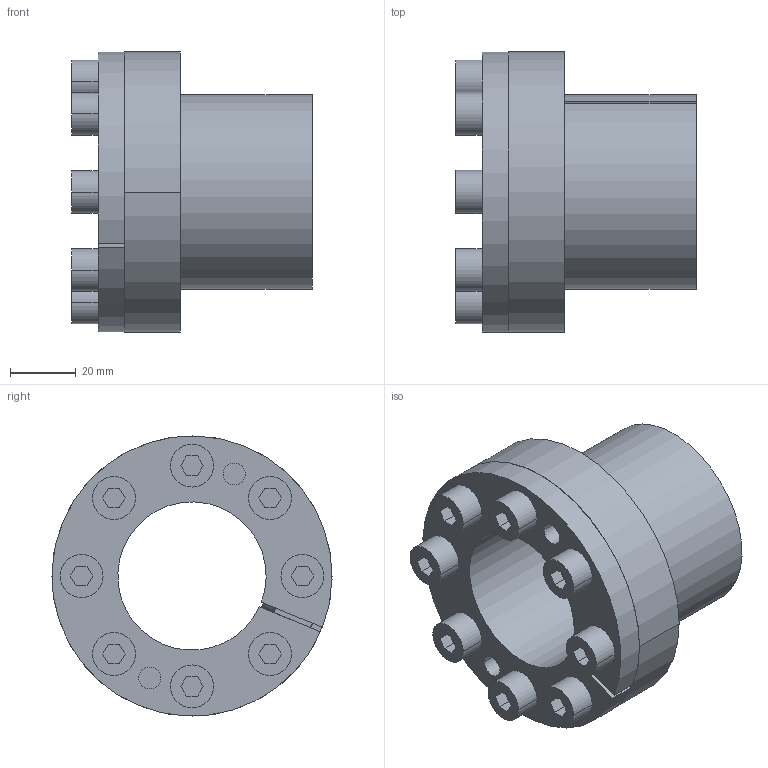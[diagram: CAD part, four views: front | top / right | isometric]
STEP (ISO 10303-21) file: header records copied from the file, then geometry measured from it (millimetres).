
FILE_DESCRIPTION((''),'2;1');
FILE_NAME('082505045059_INT_ASM','2006-02-22T',('Rathmann'),(''),'PRO/ENGINEER BY PARAMETRIC TECHNOLOGY CORPORATION, 2005180','PRO/ENGINEER BY PARAMETRIC TECHNOLOGY CORPORATION, 2005180','');
FILE_SCHEMA(('AUTOMOTIVE_DESIGN_CC2 { 1 2 10303 214 -1 1 5 2 }'));
Length unit declared in the file: millimetre
Products named in the file (5): 082505045059AX_INT; 082505045059A_INT; 082505045059IR_INT; DIN912-M8X22_INT; 082505045059_INT_ASM
Assembly tree (11 placements, depth 2):
  082505045059_INT_ASM
    082505045059AX_INT
    082505045059A_INT
    082505045059IR_INT
    DIN912-M8X22_INT  x8
Bounding box: 73 x 85 x 85 mm (x, y, z)
Volume: 140846.2 mm3; surface area: 74182.7 mm2
Topology: 11 solids, 11 shells, 186 faces, 458 edges, 340 vertices
Faces by surface type: plane 92, cylinder 76, cone 18
Entity records: 2823 total; most frequent: DIRECTION 513, CARTESIAN_POINT 460, ORIENTED_EDGE 380, AXIS2_PLACEMENT_3D 203, EDGE_CURVE 190, VERTEX_POINT 126, EDGE_LOOP 114, VECTOR 107
